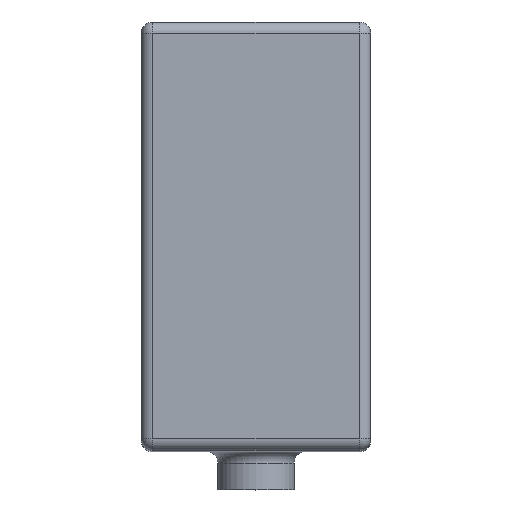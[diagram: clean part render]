
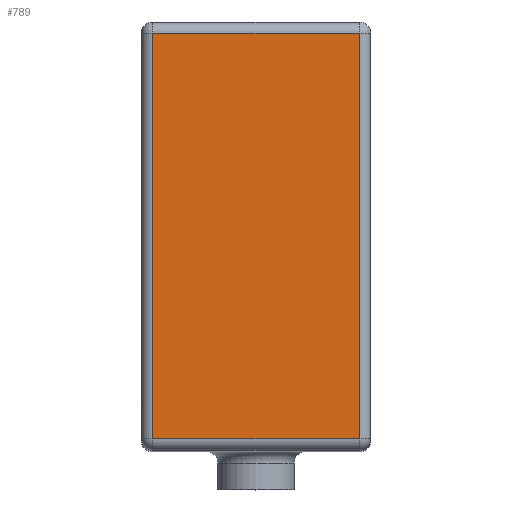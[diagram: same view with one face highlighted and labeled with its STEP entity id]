
A CAD part, top view. The second image highlights one B-rep face of the part: STEP entity #789.
In plain terms, the highlighted planar face has unit normal (0, 0, 1).
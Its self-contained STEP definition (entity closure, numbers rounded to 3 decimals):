
#71=LINE('',#2506,#116);
#76=LINE('',#2519,#121);
#77=LINE('',#2521,#122);
#83=LINE('',#2530,#128);
#116=VECTOR('',#1099,10.);
#121=VECTOR('',#1116,10.);
#122=VECTOR('',#1119,10.);
#128=VECTOR('',#1131,10.);
#156=PLANE('',#918);
#211=FACE_OUTER_BOUND('',#268,.T.);
#268=EDGE_LOOP('',(#710,#711,#712,#713));
#389=VERTEX_POINT('',#2486);
#390=VERTEX_POINT('',#2493);
#393=VERTEX_POINT('',#2500);
#396=VERTEX_POINT('',#2513);
#471=EDGE_CURVE('',#393,#389,#71,.T.);
#479=EDGE_CURVE('',#390,#396,#76,.T.);
#480=EDGE_CURVE('',#396,#393,#77,.T.);
#486=EDGE_CURVE('',#389,#390,#83,.T.);
#710=ORIENTED_EDGE('',*,*,#479,.T.);
#711=ORIENTED_EDGE('',*,*,#480,.T.);
#712=ORIENTED_EDGE('',*,*,#471,.T.);
#713=ORIENTED_EDGE('',*,*,#486,.T.);
#789=ADVANCED_FACE('',(#211),#156,.F.);
#918=AXIS2_PLACEMENT_3D('',#2569,#1189,#1190);
#1099=DIRECTION('',(0.,1.,0.));
#1116=DIRECTION('',(0.,-1.,0.));
#1119=DIRECTION('',(1.,0.,0.));
#1131=DIRECTION('',(-1.,0.,0.));
#1189=DIRECTION('center_axis',(0.,0.,-1.));
#1190=DIRECTION('ref_axis',(-1.,0.,0.));
#2486=CARTESIAN_POINT('',(-1.5,51.5,0.));
#2493=CARTESIAN_POINT('',(-28.5,51.5,0.));
#2500=CARTESIAN_POINT('',(-1.5,-1.5,0.));
#2506=CARTESIAN_POINT('',(-1.5,0.,0.));
#2513=CARTESIAN_POINT('',(-28.5,-1.5,0.));
#2519=CARTESIAN_POINT('',(-28.5,0.,0.));
#2521=CARTESIAN_POINT('',(-7.5,-1.5,0.));
#2530=CARTESIAN_POINT('',(-7.5,51.5,0.));
#2569=CARTESIAN_POINT('Origin',(0.,0.,0.));
